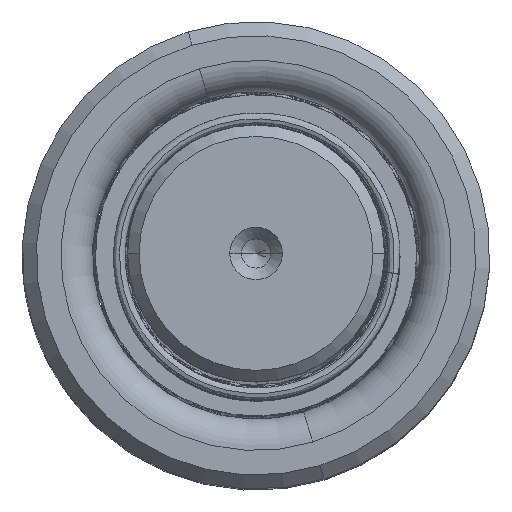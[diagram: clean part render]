
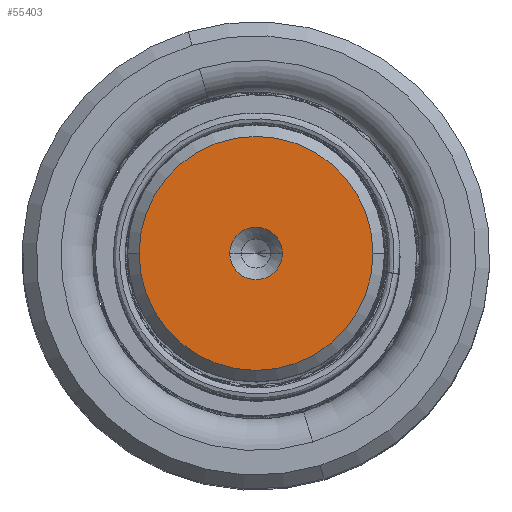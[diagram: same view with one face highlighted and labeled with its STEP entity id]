
A CAD part, top view. The second image highlights one B-rep face of the part: STEP entity #55403.
In plain terms, the highlighted planar face has unit normal (0, 0, 1).
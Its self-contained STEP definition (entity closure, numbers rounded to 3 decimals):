
#106 = ORIENTED_EDGE ( 'NONE', *, *, #33841, .T. ) ;
#1006 = CARTESIAN_POINT ( 'NONE',  ( 0., 0., 160. ) ) ;
#4840 = EDGE_CURVE ( 'NONE', #27386, #13565, #49027, .T. ) ;
#5867 = DIRECTION ( 'NONE',  ( 1., 0., 0. ) ) ;
#6155 = ORIENTED_EDGE ( 'NONE', *, *, #4840, .F. ) ;
#6461 = EDGE_CURVE ( 'NONE', #13565, #27386, #59056, .T. ) ;
#6487 = DIRECTION ( 'NONE',  ( 1., 0., 0. ) ) ;
#10046 = AXIS2_PLACEMENT_3D ( 'NONE', #32599, #41301, #37428 ) ;
#11904 = EDGE_LOOP ( 'NONE', ( #106, #56391 ) ) ;
#13565 = VERTEX_POINT ( 'NONE', #18787 ) ;
#13908 = AXIS2_PLACEMENT_3D ( 'NONE', #38946, #34114, #6487 ) ;
#16086 = CARTESIAN_POINT ( 'NONE',  ( 0., 0., 160. ) ) ;
#18787 = CARTESIAN_POINT ( 'NONE',  ( -2.25, 0., 160. ) ) ;
#21139 = DIRECTION ( 'NONE',  ( 0., 0., 1. ) ) ;
#21292 = AXIS2_PLACEMENT_3D ( 'NONE', #33502, #51685, #5867 ) ;
#23144 = CARTESIAN_POINT ( 'NONE',  ( 2.25, 0., 160. ) ) ;
#24763 = FACE_BOUND ( 'NONE', #42587, .T. ) ;
#25758 = DIRECTION ( 'NONE',  ( 1., 0., 0. ) ) ;
#25806 = CIRCLE ( 'NONE', #13908, 10.009 ) ;
#27386 = VERTEX_POINT ( 'NONE', #23144 ) ;
#27491 = VERTEX_POINT ( 'NONE', #51837 ) ;
#31608 = ORIENTED_EDGE ( 'NONE', *, *, #6461, .F. ) ;
#31916 = CIRCLE ( 'NONE', #47876, 10.009 ) ;
#32599 = CARTESIAN_POINT ( 'NONE',  ( 0., 0., 160. ) ) ;
#33502 = CARTESIAN_POINT ( 'NONE',  ( 0., 0., 160. ) ) ;
#33841 = EDGE_CURVE ( 'NONE', #27491, #52424, #31916, .T. ) ;
#34114 = DIRECTION ( 'NONE',  ( 0., 0., 1. ) ) ;
#34848 = FACE_OUTER_BOUND ( 'NONE', #11904, .T. ) ;
#37428 = DIRECTION ( 'NONE',  ( 1., 0., 0. ) ) ;
#37880 = DIRECTION ( 'NONE',  ( 0., 0., 1. ) ) ;
#38946 = CARTESIAN_POINT ( 'NONE',  ( 0., 0., 160. ) ) ;
#41301 = DIRECTION ( 'NONE',  ( 0., 0., 1. ) ) ;
#42560 = DIRECTION ( 'NONE',  ( 1., 0., 0. ) ) ;
#42587 = EDGE_LOOP ( 'NONE', ( #6155, #31608 ) ) ;
#44769 = CARTESIAN_POINT ( 'NONE',  ( 10.009, 0., 160. ) ) ;
#45851 = EDGE_CURVE ( 'NONE', #52424, #27491, #25806, .T. ) ;
#47876 = AXIS2_PLACEMENT_3D ( 'NONE', #1006, #37880, #42560 ) ;
#49027 = CIRCLE ( 'NONE', #10046, 2.25 ) ;
#51685 = DIRECTION ( 'NONE',  ( 0., 0., 1. ) ) ;
#51837 = CARTESIAN_POINT ( 'NONE',  ( -10.009, 0., 160. ) ) ;
#52424 = VERTEX_POINT ( 'NONE', #44769 ) ;
#53289 = PLANE ( 'NONE',  #54374 ) ;
#54374 = AXIS2_PLACEMENT_3D ( 'NONE', #16086, #21139, #25758 ) ;
#55403 = ADVANCED_FACE ( 'NONE', ( #24763, #34848 ), #53289, .T. ) ;
#56391 = ORIENTED_EDGE ( 'NONE', *, *, #45851, .T. ) ;
#59056 = CIRCLE ( 'NONE', #21292, 2.25 ) ;
